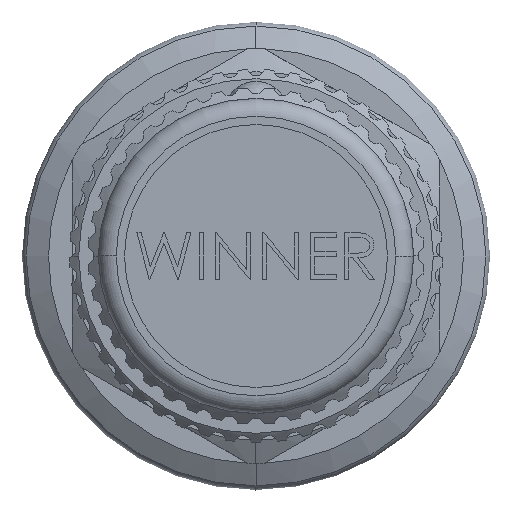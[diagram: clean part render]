
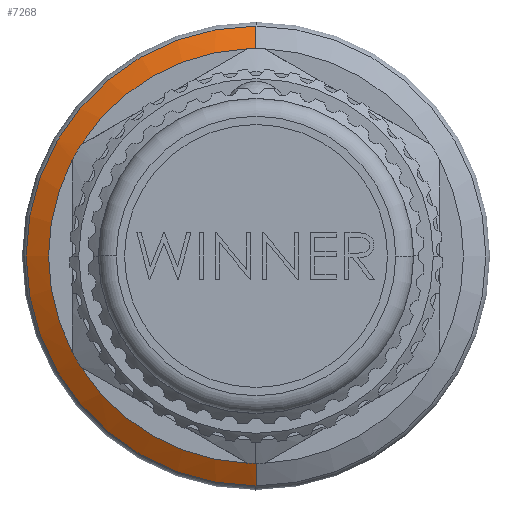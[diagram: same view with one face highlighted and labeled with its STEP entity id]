
A CAD part, left-side view. The second image highlights one B-rep face of the part: STEP entity #7268.
In plain terms, the highlighted conical face has half-angle 60 degrees and reference radius 19.835 mm.
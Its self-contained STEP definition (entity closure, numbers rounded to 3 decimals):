
#176 = EDGE_CURVE ( 'NONE', #18897, #20328, #17172, .T. ) ;
#207 = ORIENTED_EDGE ( 'NONE', *, *, #5108, .T. ) ;
#280 = EDGE_LOOP ( 'NONE', ( #19666, #4354, #8103, #2454, #18500, #26471, #207, #20100, #1698, #26969 ) ) ;
#502 = DIRECTION ( 'NONE',  ( 1., 0., 0. ) ) ;
#875 = CARTESIAN_POINT ( 'NONE',  ( 36.067, 0., -19.835 ) ) ;
#980 = CARTESIAN_POINT ( 'NONE',  ( 34.95, 0., 0. ) ) ;
#1307 = CARTESIAN_POINT ( 'NONE',  ( 36.067, 0., 19.835 ) ) ;
#1698 = ORIENTED_EDGE ( 'NONE', *, *, #26515, .T. ) ;
#2454 = ORIENTED_EDGE ( 'NONE', *, *, #8255, .F. ) ;
#3353 = DIRECTION ( 'NONE',  ( 1., 0., 0. ) ) ;
#3648 = CIRCLE ( 'NONE', #10965, 17.9 ) ;
#4009 = DIRECTION ( 'NONE',  ( 1., 0., 0. ) ) ;
#4102 = DIRECTION ( 'NONE',  ( 0., 0., -1. ) ) ;
#4137 = CIRCLE ( 'NONE', #18539, 17.9 ) ;
#4354 = ORIENTED_EDGE ( 'NONE', *, *, #10786, .T. ) ;
#4677 = DIRECTION ( 'NONE',  ( 0., 0., -1. ) ) ;
#4699 = AXIS2_PLACEMENT_3D ( 'NONE', #15417, #24415, #17981 ) ;
#4706 = VERTEX_POINT ( 'NONE', #27176 ) ;
#5088 = VERTEX_POINT ( 'NONE', #17742 ) ;
#5108 = EDGE_CURVE ( 'NONE', #5088, #21215, #15876, .T. ) ;
#5312 = DIRECTION ( 'NONE',  ( 1., 0., 0. ) ) ;
#5702 = DIRECTION ( 'NONE',  ( 0., 0., -1. ) ) ;
#6356 = CARTESIAN_POINT ( 'NONE',  ( 34.95, 0., 0. ) ) ;
#6532 = DIRECTION ( 'NONE',  ( 0., 0., -1. ) ) ;
#6544 = DIRECTION ( 'NONE',  ( 0.5, 0., 0.866 ) ) ;
#7051 = CARTESIAN_POINT ( 'NONE',  ( 34.95, 0., 0. ) ) ;
#7268 = ADVANCED_FACE ( 'NONE', ( #26652 ), #25302, .T. ) ;
#7276 = VERTEX_POINT ( 'NONE', #875 ) ;
#7292 = VERTEX_POINT ( 'NONE', #15862 ) ;
#7902 = VECTOR ( 'NONE', #6544, 1000. ) ;
#8103 = ORIENTED_EDGE ( 'NONE', *, *, #20076, .F. ) ;
#8255 = EDGE_CURVE ( 'NONE', #11232, #7276, #16812, .T. ) ;
#8829 = AXIS2_PLACEMENT_3D ( 'NONE', #13302, #17844, #21914 ) ;
#9453 = VERTEX_POINT ( 'NONE', #11782 ) ;
#9500 = CARTESIAN_POINT ( 'NONE',  ( 36.067, 0., 0. ) ) ;
#9840 = DIRECTION ( 'NONE',  ( 0.5, 0., -0.866 ) ) ;
#10248 = LINE ( 'NONE', #13396, #7902 ) ;
#10786 = EDGE_CURVE ( 'NONE', #20328, #13804, #10248, .T. ) ;
#10965 = AXIS2_PLACEMENT_3D ( 'NONE', #16892, #25619, #12451 ) ;
#11167 = DIRECTION ( 'NONE',  ( 1., 0., 0. ) ) ;
#11232 = VERTEX_POINT ( 'NONE', #15106 ) ;
#11342 = VECTOR ( 'NONE', #9840, 1000. ) ;
#11782 = CARTESIAN_POINT ( 'NONE',  ( 34.95, 15.129, 9.568 ) ) ;
#12062 = CIRCLE ( 'NONE', #20643, 17.9 ) ;
#12451 = DIRECTION ( 'NONE',  ( 0., 0., -1. ) ) ;
#12576 = EDGE_CURVE ( 'NONE', #4706, #5088, #3648, .T. ) ;
#12963 = CIRCLE ( 'NONE', #13003, 17.9 ) ;
#13003 = AXIS2_PLACEMENT_3D ( 'NONE', #7051, #502, #4677 ) ;
#13287 = CARTESIAN_POINT ( 'NONE',  ( 34.95, 0., 0. ) ) ;
#13302 = CARTESIAN_POINT ( 'NONE',  ( 34.95, 0., 0. ) ) ;
#13396 = CARTESIAN_POINT ( 'NONE',  ( 36.067, 0., 19.835 ) ) ;
#13804 = VERTEX_POINT ( 'NONE', #1307 ) ;
#14188 = DIRECTION ( 'NONE',  ( 1., 0., 0. ) ) ;
#14248 = EDGE_CURVE ( 'NONE', #21215, #7292, #12062, .T. ) ;
#15024 = AXIS2_PLACEMENT_3D ( 'NONE', #27146, #3353, #5702 ) ;
#15106 = CARTESIAN_POINT ( 'NONE',  ( 34.95, 0., -17.9 ) ) ;
#15417 = CARTESIAN_POINT ( 'NONE',  ( 36.067, 0., 0. ) ) ;
#15862 = CARTESIAN_POINT ( 'NONE',  ( 34.95, 15.85, 8.318 ) ) ;
#15876 = CIRCLE ( 'NONE', #8829, 17.9 ) ;
#16569 = EDGE_CURVE ( 'NONE', #11232, #4706, #20156, .T. ) ;
#16812 = LINE ( 'NONE', #18584, #11342 ) ;
#16892 = CARTESIAN_POINT ( 'NONE',  ( 34.95, 0., 0. ) ) ;
#17068 = AXIS2_PLACEMENT_3D ( 'NONE', #9500, #5312, #20225 ) ;
#17172 = CIRCLE ( 'NONE', #17598, 17.9 ) ;
#17598 = AXIS2_PLACEMENT_3D ( 'NONE', #6356, #4009, #4102 ) ;
#17742 = CARTESIAN_POINT ( 'NONE',  ( 34.95, 15.129, -9.568 ) ) ;
#17844 = DIRECTION ( 'NONE',  ( 1., 0., 0. ) ) ;
#17981 = DIRECTION ( 'NONE',  ( 0., 0., -1. ) ) ;
#18500 = ORIENTED_EDGE ( 'NONE', *, *, #16569, .T. ) ;
#18539 = AXIS2_PLACEMENT_3D ( 'NONE', #13287, #11167, #6532 ) ;
#18584 = CARTESIAN_POINT ( 'NONE',  ( 36.067, 0., -19.835 ) ) ;
#18897 = VERTEX_POINT ( 'NONE', #19252 ) ;
#19252 = CARTESIAN_POINT ( 'NONE',  ( 34.95, 0.721, 17.885 ) ) ;
#19395 = EDGE_CURVE ( 'NONE', #9453, #18897, #4137, .T. ) ;
#19666 = ORIENTED_EDGE ( 'NONE', *, *, #176, .T. ) ;
#20076 = EDGE_CURVE ( 'NONE', #7276, #13804, #24084, .T. ) ;
#20100 = ORIENTED_EDGE ( 'NONE', *, *, #14248, .T. ) ;
#20156 = CIRCLE ( 'NONE', #15024, 17.9 ) ;
#20225 = DIRECTION ( 'NONE',  ( 0., 0., -1. ) ) ;
#20328 = VERTEX_POINT ( 'NONE', #22817 ) ;
#20643 = AXIS2_PLACEMENT_3D ( 'NONE', #980, #14188, #24779 ) ;
#21215 = VERTEX_POINT ( 'NONE', #27194 ) ;
#21914 = DIRECTION ( 'NONE',  ( 0., 0., -1. ) ) ;
#22817 = CARTESIAN_POINT ( 'NONE',  ( 34.95, 0., 17.9 ) ) ;
#24084 = CIRCLE ( 'NONE', #4699, 19.835 ) ;
#24415 = DIRECTION ( 'NONE',  ( 1., 0., 0. ) ) ;
#24779 = DIRECTION ( 'NONE',  ( 0., 0., -1. ) ) ;
#25302 = CONICAL_SURFACE ( 'NONE', #17068, 19.835, 1.047 ) ;
#25619 = DIRECTION ( 'NONE',  ( 1., 0., 0. ) ) ;
#26471 = ORIENTED_EDGE ( 'NONE', *, *, #12576, .T. ) ;
#26515 = EDGE_CURVE ( 'NONE', #7292, #9453, #12963, .T. ) ;
#26652 = FACE_OUTER_BOUND ( 'NONE', #280, .T. ) ;
#26969 = ORIENTED_EDGE ( 'NONE', *, *, #19395, .T. ) ;
#27146 = CARTESIAN_POINT ( 'NONE',  ( 34.95, 0., 0. ) ) ;
#27176 = CARTESIAN_POINT ( 'NONE',  ( 34.95, 0.721, -17.885 ) ) ;
#27194 = CARTESIAN_POINT ( 'NONE',  ( 34.95, 15.85, -8.318 ) ) ;
